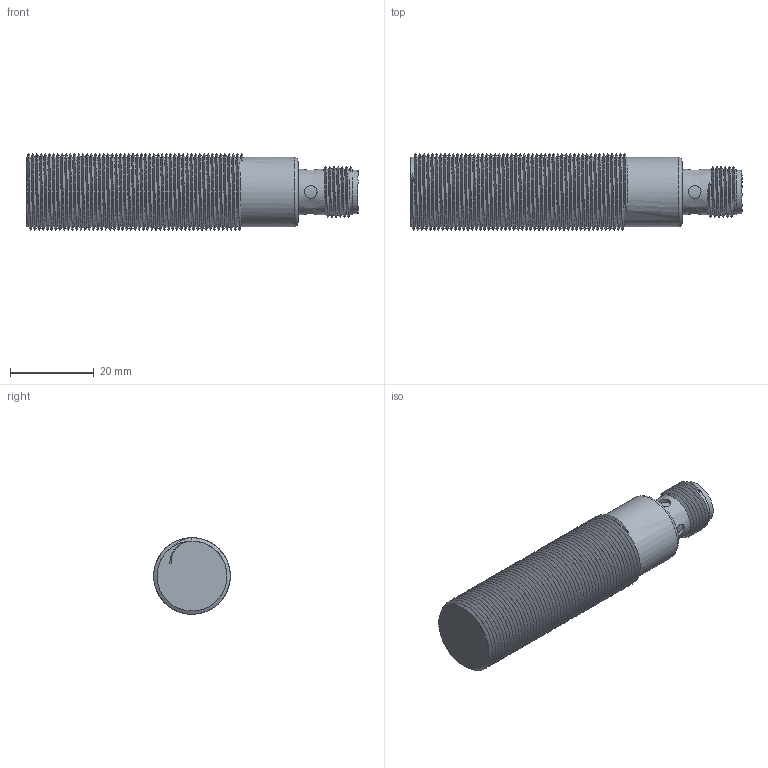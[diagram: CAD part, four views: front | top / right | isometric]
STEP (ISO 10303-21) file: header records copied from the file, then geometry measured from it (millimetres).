
FILE_DESCRIPTION(('FreeCAD Model'),'2;1');
FILE_NAME('FCM1-1805X-XUU3.stp','2021-12-07T14:52:27',( 'Author'),(''),'Open CASCADE STEP processor 7.3','FreeCAD','Unknown' );
FILE_SCHEMA(('AUTOMOTIVE_DESIGN { 1 0 10303 214 1 1 1 1 }'));
Length unit declared in the file: millimetre
Products named in the file (1): FCM1-1805X-XUU3
Bounding box: 79.47 x 18.31 x 18.31 mm (x, y, z)
Volume: 15890.3 mm3; surface area: 7610.5 mm2
Topology: 1 solids, 4 shells, 103 faces, 810 edges, 2295 vertices
Faces by surface type: bspline 103
Entity records: 22266 total; most frequent: CARTESIAN_POINT 16325, B_SPLINE_CURVE_WITH_KNOTS 601, GEOMETRIC_CURVE_SET 539, ORIENTED_EDGE 535, PCURVE 535, DEFINITIONAL_REPRESENTATION 535, TRIMMED_CURVE 535, DIRECTION 290
